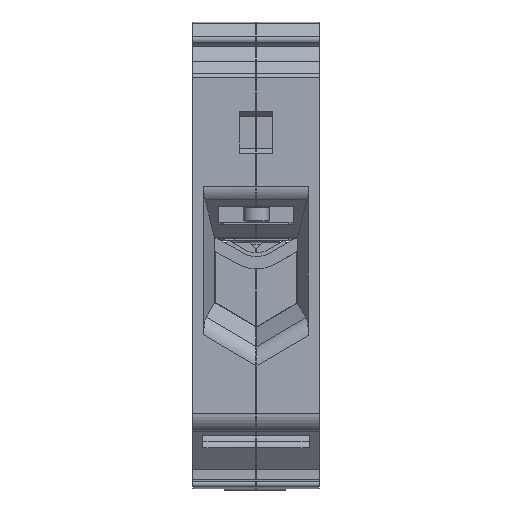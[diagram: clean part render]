
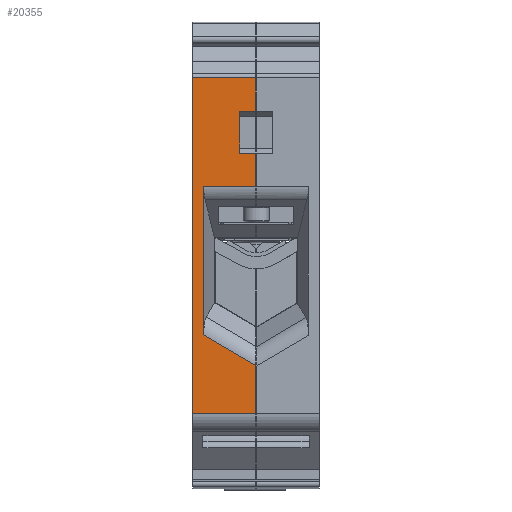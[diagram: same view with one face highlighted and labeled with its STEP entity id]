
A CAD part, left-side view. The second image highlights one B-rep face of the part: STEP entity #20355.
In plain terms, the highlighted planar face has unit normal (-1, 0, 0).
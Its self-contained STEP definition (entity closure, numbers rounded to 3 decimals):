
#523=LINE('',#30111,#2899);
#747=LINE('',#30721,#3123);
#958=LINE('',#31219,#3334);
#992=LINE('',#31300,#3368);
#999=LINE('',#31328,#3375);
#1000=LINE('',#31331,#3376);
#1001=LINE('',#31332,#3377);
#1002=LINE('',#31333,#3378);
#1003=LINE('',#31334,#3379);
#1004=LINE('',#31336,#3380);
#1005=LINE('',#31338,#3381);
#1006=LINE('',#31339,#3382);
#2899=VECTOR('',#24193,1000.);
#3123=VECTOR('',#24667,1000.);
#3334=VECTOR('',#25030,1000.);
#3368=VECTOR('',#25096,1000.);
#3375=VECTOR('',#25119,1000.);
#3376=VECTOR('',#25120,1000.);
#3377=VECTOR('',#25121,1000.);
#3378=VECTOR('',#25122,1000.);
#3379=VECTOR('',#25123,1000.);
#3380=VECTOR('',#25124,1000.);
#3381=VECTOR('',#25125,1000.);
#3382=VECTOR('',#25126,1000.);
#5998=ORIENTED_EDGE('',*,*,#11909,.F.);
#5999=ORIENTED_EDGE('',*,*,#11910,.T.);
#6000=ORIENTED_EDGE('',*,*,#11300,.F.);
#6001=ORIENTED_EDGE('',*,*,#11911,.T.);
#6002=ORIENTED_EDGE('',*,*,#11600,.T.);
#6003=ORIENTED_EDGE('',*,*,#11912,.F.);
#6004=ORIENTED_EDGE('',*,*,#11895,.F.);
#6005=ORIENTED_EDGE('',*,*,#11913,.T.);
#6006=ORIENTED_EDGE('',*,*,#11914,.T.);
#6007=ORIENTED_EDGE('',*,*,#11915,.T.);
#6008=ORIENTED_EDGE('',*,*,#11852,.F.);
#6009=ORIENTED_EDGE('',*,*,#11916,.F.);
#11300=EDGE_CURVE('',#14307,#14308,#523,.T.);
#11600=EDGE_CURVE('',#14569,#14568,#747,.T.);
#11852=EDGE_CURVE('',#14778,#14780,#958,.T.);
#11895=EDGE_CURVE('',#14810,#14811,#992,.T.);
#11909=EDGE_CURVE('',#14824,#14825,#999,.T.);
#11910=EDGE_CURVE('',#14824,#14308,#1000,.T.);
#11911=EDGE_CURVE('',#14307,#14569,#1001,.T.);
#11912=EDGE_CURVE('',#14811,#14568,#1002,.T.);
#11913=EDGE_CURVE('',#14810,#14826,#1003,.F.);
#11914=EDGE_CURVE('',#14826,#14827,#1004,.T.);
#11915=EDGE_CURVE('',#14827,#14780,#1005,.T.);
#11916=EDGE_CURVE('',#14825,#14778,#1006,.T.);
#14307=VERTEX_POINT('',#30110);
#14308=VERTEX_POINT('',#30112);
#14568=VERTEX_POINT('',#30720);
#14569=VERTEX_POINT('',#30722);
#14778=VERTEX_POINT('',#31217);
#14780=VERTEX_POINT('',#31220);
#14810=VERTEX_POINT('',#31299);
#14811=VERTEX_POINT('',#31301);
#14824=VERTEX_POINT('',#31329);
#14825=VERTEX_POINT('',#31330);
#14826=VERTEX_POINT('',#31335);
#14827=VERTEX_POINT('',#31337);
#16966=EDGE_LOOP('',(#5998,#5999,#6000,#6001,#6002,#6003,#6004,#6005,#6006,
#6007,#6008,#6009));
#18247=FACE_BOUND('',#16966,.T.);
#19486=PLANE('',#22613);
#20355=ADVANCED_FACE('',(#18247),#19486,.F.);
#22613=AXIS2_PLACEMENT_3D('',#31327,#25117,#25118);
#24193=DIRECTION('',(0.,0.,-1.));
#24667=DIRECTION('',(0.,0.,-1.));
#25030=DIRECTION('',(0.,0.,-1.));
#25096=DIRECTION('',(0.,0.,-1.));
#25117=DIRECTION('',(1.,0.,0.));
#25118=DIRECTION('',(0.,0.,-1.));
#25119=DIRECTION('',(0.,0.,-1.));
#25120=DIRECTION('',(0.,-1.,0.));
#25121=DIRECTION('',(0.,1.,0.));
#25122=DIRECTION('',(0.,1.,0.));
#25123=DIRECTION('',(0.,-0.862,-0.507));
#25124=DIRECTION('',(0.,0.,1.));
#25125=DIRECTION('',(0.,-1.,0.));
#25126=DIRECTION('',(0.,-1.,0.));
#30110=CARTESIAN_POINT('',(-35.261,-10.25,31.279));
#30111=CARTESIAN_POINT('',(-35.261,-10.25,31.279));
#30112=CARTESIAN_POINT('',(-35.261,-10.25,25.852));
#30720=CARTESIAN_POINT('',(-35.261,0.,-23.293));
#30721=CARTESIAN_POINT('',(-35.261,0.,31.279));
#30722=CARTESIAN_POINT('',(-35.261,0.,31.279));
#31217=CARTESIAN_POINT('',(-35.261,-10.25,19.036));
#31219=CARTESIAN_POINT('',(-35.261,-10.25,31.279));
#31220=CARTESIAN_POINT('',(-35.261,-10.25,13.629));
#31299=CARTESIAN_POINT('',(-35.261,-10.25,-15.432));
#31300=CARTESIAN_POINT('',(-35.261,-10.25,31.279));
#31301=CARTESIAN_POINT('',(-35.261,-10.25,-23.293));
#31327=CARTESIAN_POINT('',(-35.261,-10.25,31.279));
#31328=CARTESIAN_POINT('',(-35.261,-7.6,25.852));
#31329=CARTESIAN_POINT('',(-35.261,-7.6,25.852));
#31330=CARTESIAN_POINT('',(-35.261,-7.6,19.036));
#31331=CARTESIAN_POINT('',(-35.261,-7.6,25.852));
#31332=CARTESIAN_POINT('',(-35.261,-10.25,31.279));
#31333=CARTESIAN_POINT('',(-35.261,-10.25,-23.293));
#31334=CARTESIAN_POINT('',(-35.261,-0.838,-9.894));
#31335=CARTESIAN_POINT('',(-35.261,-1.78,-10.448));
#31336=CARTESIAN_POINT('',(-35.261,-1.78,9.369));
#31337=CARTESIAN_POINT('',(-35.261,-1.78,13.629));
#31338=CARTESIAN_POINT('',(-35.261,-3.75,13.629));
#31339=CARTESIAN_POINT('',(-35.261,-7.6,19.036));
